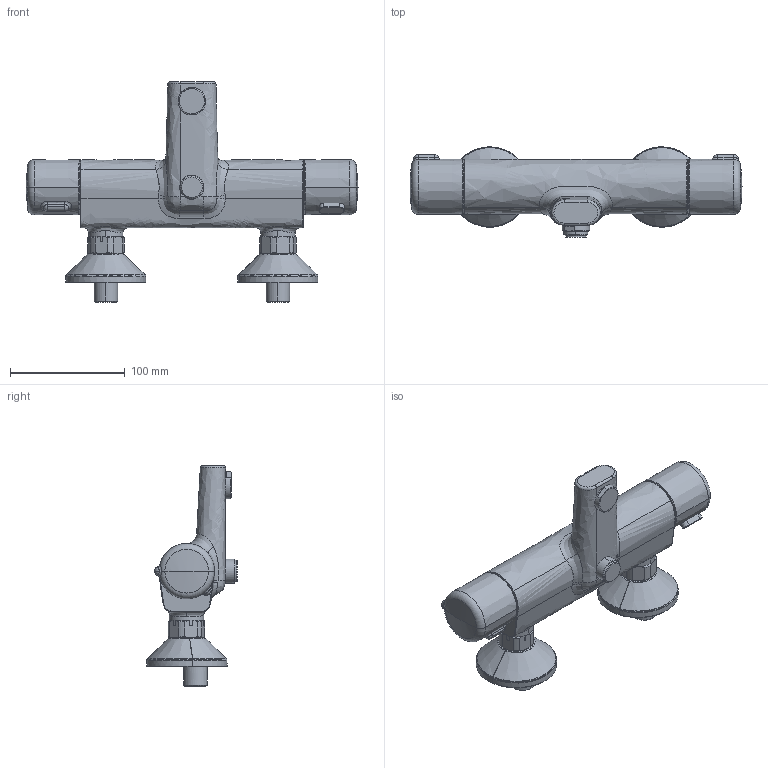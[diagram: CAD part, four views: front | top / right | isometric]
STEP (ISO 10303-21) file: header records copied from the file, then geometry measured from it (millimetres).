
FILE_DESCRIPTION (( 'STEP AP203' ), '1' );
FILE_NAME ('7462U-33(2020)+5816217133(2020).STEP', '2020-11-30T11:01:34', ( '' ), ( '' ), 'SwSTEP 2.0', 'SolidWorks 2016', '' );
FILE_SCHEMA (( 'CONFIG_CONTROL_DESIGN' ));
Length unit declared in the file: millimetre
Products named in the file (1): 7462U-33(2020)+5816217133(2020)
Bounding box: 289.57 x 78.78 x 192.42 mm (x, y, z)
Volume: 804783.5 mm3; surface area: 98404 mm2
Topology: 1 solids, 3 shells, 257 faces, 630 edges, 388 vertices
Faces by surface type: bspline 62, cone 56, cylinder 55, plane 52, torus 18, sphere 14
Entity records: 18336 total; most frequent: CARTESIAN_POINT 12776, ORIENTED_EDGE 1252, DIRECTION 1010, EDGE_CURVE 626, AXIS2_PLACEMENT_3D 446, VERTEX_POINT 386, EDGE_LOOP 268, B_SPLINE_CURVE_WITH_KNOTS 258
